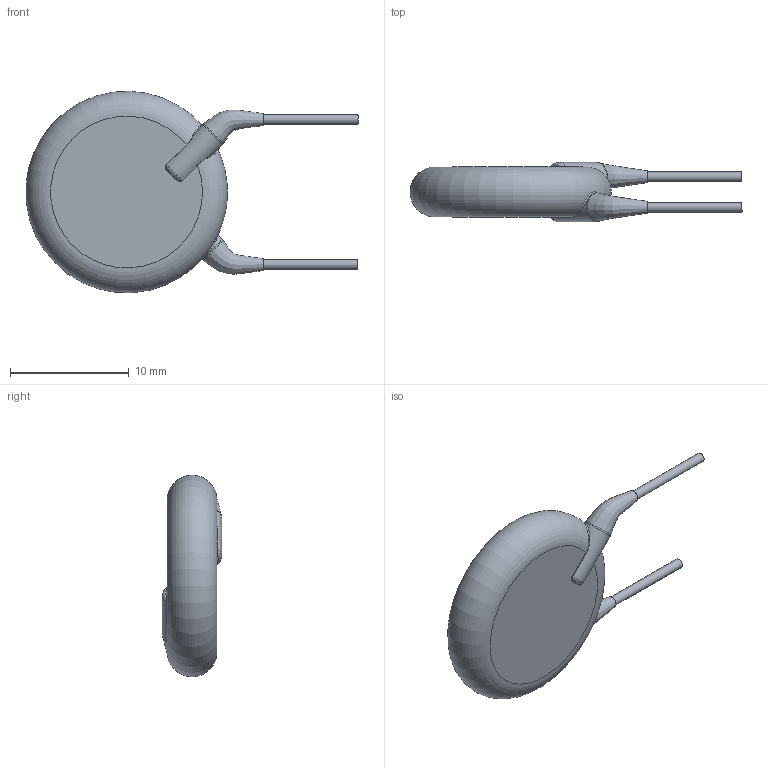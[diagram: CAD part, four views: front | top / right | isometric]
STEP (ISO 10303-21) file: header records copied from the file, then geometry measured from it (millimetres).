
FILE_DESCRIPTION(/* description */ (''),/* implementation_level */ '2;1');
FILE_NAME(/* name */ 'VKP472MCQEH0KR.stp',/* time_stamp */ '2018-03-07T15:42:21+01:00',/* author */ ('sheinrich'),/* organization */ (''),/* preprocessor_version */ 'ST-DEVELOPER v16.1',/* originating_system */ 'Autodesk Inventor 2016',/* authorisation */ '');
FILE_SCHEMA (('AUTOMOTIVE_DESIGN { 1 0 10303 214 3 1 1 }'));
Length unit declared in the file: centimetre
Products named in the file (1): VKP472MCQEH0KR
Bounding box: 27.98 x 5 x 16.98 mm (x, y, z)
Volume: 899.4 mm3; surface area: 675.6 mm2
Topology: 1 solids, 1 shells, 27 faces, 60 edges, 37 vertices
Faces by surface type: bspline 10, cylinder 8, plane 6, torus 3
Full cylindrical faces by diameter (mm): 0.8 x2
Entity records: 1713 total; most frequent: CARTESIAN_POINT 1130, ORIENTED_EDGE 112, DIRECTION 88, EDGE_CURVE 56, AXIS2_PLACEMENT_3D 40, VERTEX_POINT 36, EDGE_LOOP 32, STYLED_ITEM 28
